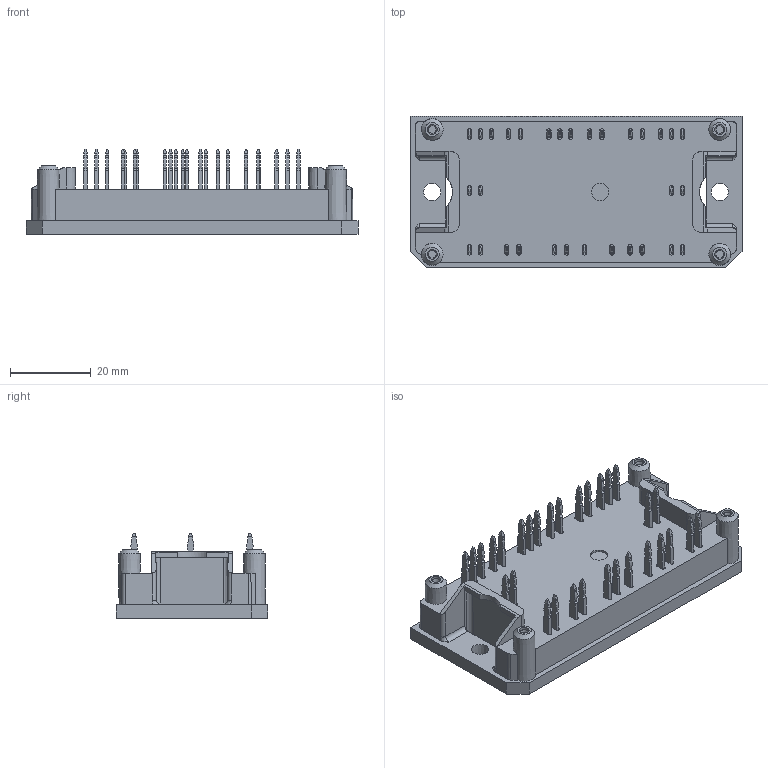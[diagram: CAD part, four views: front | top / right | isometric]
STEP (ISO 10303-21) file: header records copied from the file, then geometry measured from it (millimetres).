
FILE_DESCRIPTION(/* description */ ('Unknown'),/* implementation_level */ '2;1');
FILE_NAME(/* name */ 'Flow1-4T17Y-P820(xxxx)-01-OL',/* time_stamp */ '2015-12-16T15:55:15+01:00',/* author */ ('Unknown'),/* organization */ ('Unknown'),/* preprocessor_version */ 'ST-DEVELOPER v16',/* originating_system */ 'DEX',/* authorisation */ $);
FILE_SCHEMA (('AUTOMOTIVE_DESIGN {1 0 10303 214 3 1 1}'));
Length unit declared in the file: millimetre
Products named in the file (1): Flow1-4T17Y-P820(xxxx)-01-OL
Bounding box: 82 x 37.4 x 21.23 mm (x, y, z)
Volume: 28642 mm3; surface area: 13117.7 mm2
Topology: 1 solids, 1 shells, 905 faces, 2494 edges, 1659 vertices
Faces by surface type: plane 602, cylinder 271, cone 28, bspline 4
Full cylindrical faces by diameter (mm): 2.4 x4, 4.3 x1
Entity records: 35064 total; most frequent: CARTESIAN_POINT 5250, ORIENTED_EDGE 4916, DIRECTION 4820, EDGE_CURVE 2458, LINE 1844, VECTOR 1844, VERTEX_POINT 1646, AXIS2_PLACEMENT_3D 1488
